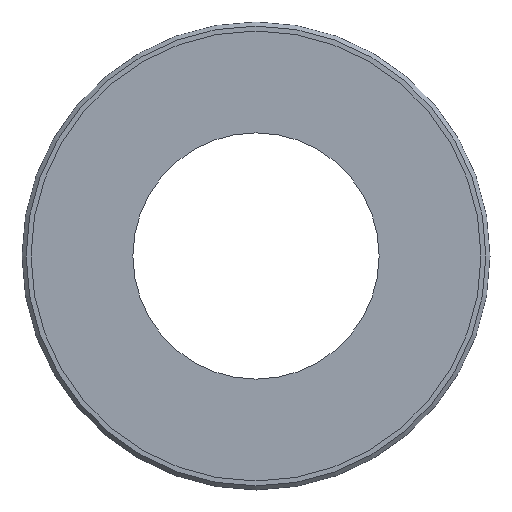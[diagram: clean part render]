
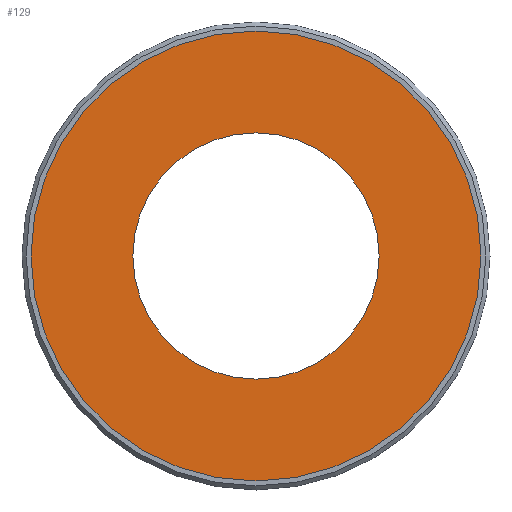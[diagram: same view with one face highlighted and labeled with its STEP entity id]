
A CAD part, front view. The second image highlights one B-rep face of the part: STEP entity #129.
In plain terms, the highlighted planar face has unit normal (0, -1, 0).
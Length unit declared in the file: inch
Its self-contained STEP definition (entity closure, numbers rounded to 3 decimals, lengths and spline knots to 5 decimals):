
#1 = EDGE_LOOP ( 'NONE', ( #150, #342 ) ) ;
#3 = VERTEX_POINT ( 'NONE', #406 ) ;
#17 = DIRECTION ( 'NONE',  ( 0., 0., -1. ) ) ;
#47 = DIRECTION ( 'NONE',  ( 0., 0., -1. ) ) ;
#53 = FACE_OUTER_BOUND ( 'NONE', #1, .T. ) ;
#68 = ORIENTED_EDGE ( 'NONE', *, *, #94, .F. ) ;
#70 = EDGE_LOOP ( 'NONE', ( #68, #137 ) ) ;
#81 = CIRCLE ( 'NONE', #370, 0.75 ) ;
#94 = EDGE_CURVE ( 'NONE', #3, #201, #81, .T. ) ;
#107 = DIRECTION ( 'NONE',  ( 0., -1., 0. ) ) ;
#112 = CARTESIAN_POINT ( 'NONE',  ( 0., 0., -1.37 ) ) ;
#116 = DIRECTION ( 'NONE',  ( 0., 0., 1. ) ) ;
#117 = CARTESIAN_POINT ( 'NONE',  ( 0., 0., 0. ) ) ;
#126 = CARTESIAN_POINT ( 'NONE',  ( 0., 0., 1.37 ) ) ;
#129 = ADVANCED_FACE ( 'NONE', ( #278, #53 ), #318, .F. ) ;
#137 = ORIENTED_EDGE ( 'NONE', *, *, #258, .F. ) ;
#150 = ORIENTED_EDGE ( 'NONE', *, *, #416, .T. ) ;
#161 = CIRCLE ( 'NONE', #243, 1.37 ) ;
#201 = VERTEX_POINT ( 'NONE', #393 ) ;
#205 = AXIS2_PLACEMENT_3D ( 'NONE', #254, #362, #418 ) ;
#207 = CARTESIAN_POINT ( 'NONE',  ( 0., 0., 0. ) ) ;
#213 = AXIS2_PLACEMENT_3D ( 'NONE', #117, #378, #17 ) ;
#243 = AXIS2_PLACEMENT_3D ( 'NONE', #207, #319, #354 ) ;
#254 = CARTESIAN_POINT ( 'NONE',  ( 0., 0., 0. ) ) ;
#258 = EDGE_CURVE ( 'NONE', #201, #3, #343, .T. ) ;
#276 = AXIS2_PLACEMENT_3D ( 'NONE', #381, #413, #116 ) ;
#278 = FACE_BOUND ( 'NONE', #70, .T. ) ;
#306 = VERTEX_POINT ( 'NONE', #126 ) ;
#316 = CIRCLE ( 'NONE', #213, 1.37 ) ;
#318 = PLANE ( 'NONE',  #276 ) ;
#319 = DIRECTION ( 'NONE',  ( 0., -1., 0. ) ) ;
#320 = CARTESIAN_POINT ( 'NONE',  ( 0., 0., 0. ) ) ;
#342 = ORIENTED_EDGE ( 'NONE', *, *, #398, .T. ) ;
#343 = CIRCLE ( 'NONE', #205, 0.75 ) ;
#354 = DIRECTION ( 'NONE',  ( 0., 0., -1. ) ) ;
#362 = DIRECTION ( 'NONE',  ( 0., -1., 0. ) ) ;
#369 = VERTEX_POINT ( 'NONE', #112 ) ;
#370 = AXIS2_PLACEMENT_3D ( 'NONE', #320, #107, #47 ) ;
#378 = DIRECTION ( 'NONE',  ( 0., -1., 0. ) ) ;
#381 = CARTESIAN_POINT ( 'NONE',  ( 0., 0., 1.37 ) ) ;
#393 = CARTESIAN_POINT ( 'NONE',  ( 0., 0., 0.75 ) ) ;
#398 = EDGE_CURVE ( 'NONE', #306, #369, #316, .T. ) ;
#406 = CARTESIAN_POINT ( 'NONE',  ( 0., 0., -0.75 ) ) ;
#413 = DIRECTION ( 'NONE',  ( 0., 1., 0. ) ) ;
#416 = EDGE_CURVE ( 'NONE', #369, #306, #161, .T. ) ;
#418 = DIRECTION ( 'NONE',  ( 0., 0., -1. ) ) ;
